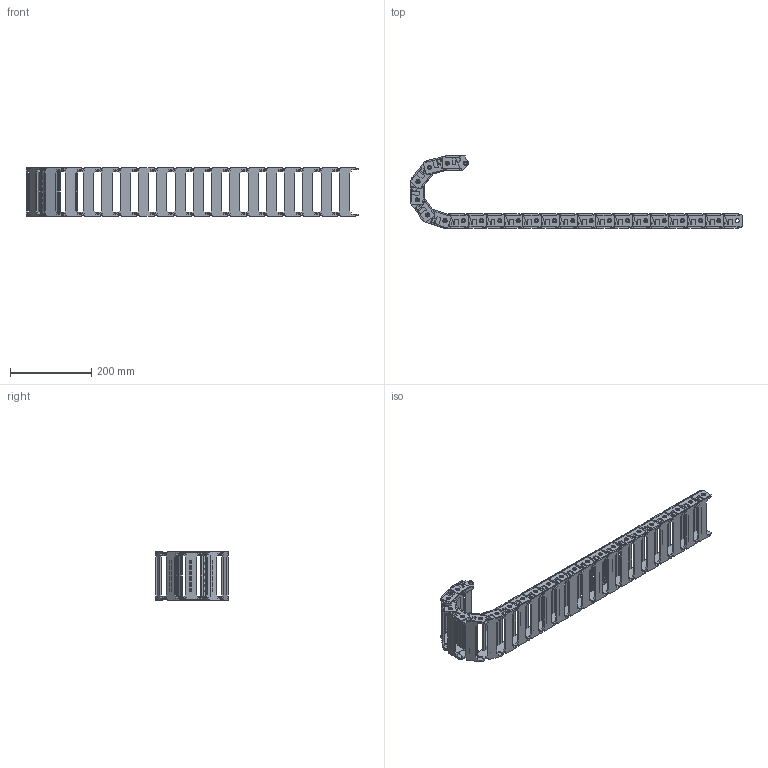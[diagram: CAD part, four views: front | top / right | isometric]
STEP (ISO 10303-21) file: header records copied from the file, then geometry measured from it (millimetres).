
FILE_DESCRIPTION (( 'STEP AP214' ), '1' );
FILE_NAME ('CDC-10X40R28N.STEP', '2025-04-03T16:47:57', ( '' ), ( '' ), 'SwSTEP 2.0', 'SolidWorks 2024', '' );
FILE_SCHEMA (( 'AUTOMOTIVE_DESIGN' ));
Length unit declared in the file: millimetre
Products named in the file (1): CDC-10X40R28N
Bounding box: 818.26 x 178.14 x 119 mm (x, y, z)
Volume: 824420.5 mm3; surface area: 512255.5 mm2
Topology: 22 solids, 22 shells, 5456 faces, 15708 edges, 10472 vertices
Faces by surface type: plane 4356, cylinder 1100
Entity records: 177756 total; most frequent: CARTESIAN_POINT 31637, ORIENTED_EDGE 31416, DIRECTION 28910, EDGE_CURVE 15708, VECTOR 13420, LINE 13420, VERTEX_POINT 10472, AXIS2_PLACEMENT_3D 7745
